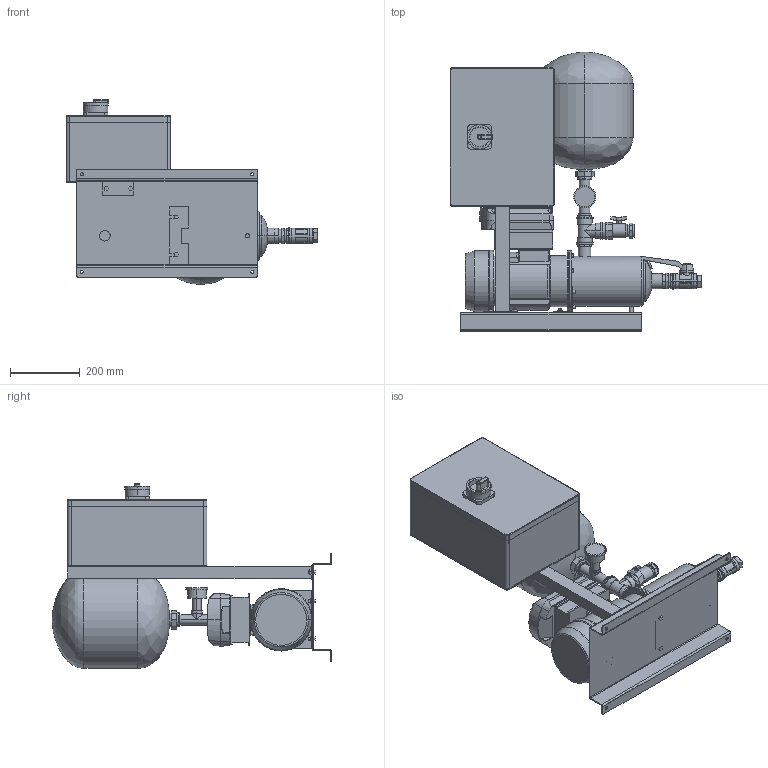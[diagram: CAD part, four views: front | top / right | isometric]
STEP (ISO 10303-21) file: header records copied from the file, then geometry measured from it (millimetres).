
FILE_DESCRIPTION (( 'STEP AP214' ), '1' );
FILE_NAME ('1EH_5-8_TE_ZB00064922.STEP', '2022-07-17T14:24:36', ( '' ), ( '' ), 'SwSTEP 2.0', 'SolidWorks 2020', '' );
FILE_SCHEMA (( 'AUTOMOTIVE_DESIGN' ));
Length unit declared in the file: millimetre
Products named in the file (1): 1EH_5-8_TE_ZB00064922
Bounding box: 723.6 x 803 x 531 mm (x, y, z)
Volume: 25517056.8 mm3; surface area: 3119135.9 mm2
Topology: 30 solids, 30 shells, 899 faces, 2150 edges, 1392 vertices
Faces by surface type: plane 486, cylinder 299, cone 66, torus 30, bspline 12, sphere 6
Entity records: 40573 total; most frequent: CARTESIAN_POINT 9297, DIRECTION 4385, ORIENTED_EDGE 4292, EDGE_CURVE 2146, AXIS2_PLACEMENT_3D 1556, VERTEX_POINT 1392, LINE 1273, VECTOR 1273
